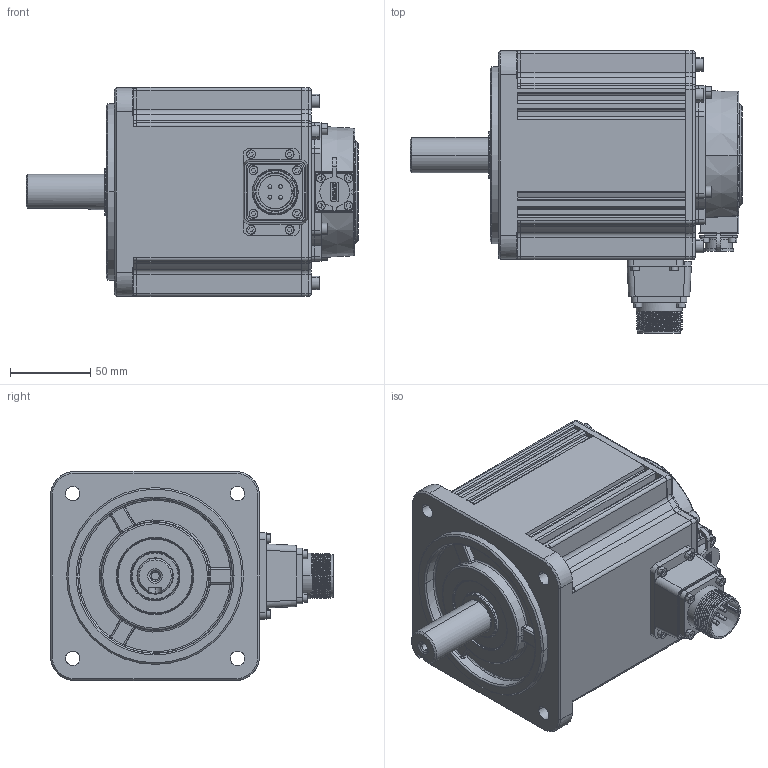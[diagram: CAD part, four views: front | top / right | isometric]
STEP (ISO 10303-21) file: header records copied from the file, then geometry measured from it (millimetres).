
FILE_DESCRIPTION (( 'STEP AP203' ), '1' );
FILE_NAME ('MS6G-130CS15B2-21P5.STEP', '2023-03-06T05:31:59', ( '' ), ( '' ), 'SwSTEP 2.0', 'SolidWorks 2016', '' );
FILE_SCHEMA (( 'CONFIG_CONTROL_DESIGN' ));
Length unit declared in the file: millimetre
Products named in the file (1): MS6G-130CS15B2-21P5
Bounding box: 206.5 x 175.9 x 130 mm (x, y, z)
Surface area: 141702.1 mm2 (no closed solid volume)
Topology: 0 solids, 34 shells, 875 faces, 2955 edges, 2077 vertices
Faces by surface type: plane 372, cylinder 287, torus 92, bspline 65, cone 59
Entity records: 45826 total; most frequent: CARTESIAN_POINT 21319, ORIENTED_EDGE 4944, DIRECTION 4786, EDGE_CURVE 2937, VERTEX_POINT 2077, AXIS2_PLACEMENT_3D 1723, VECTOR 1340, LINE 1340
